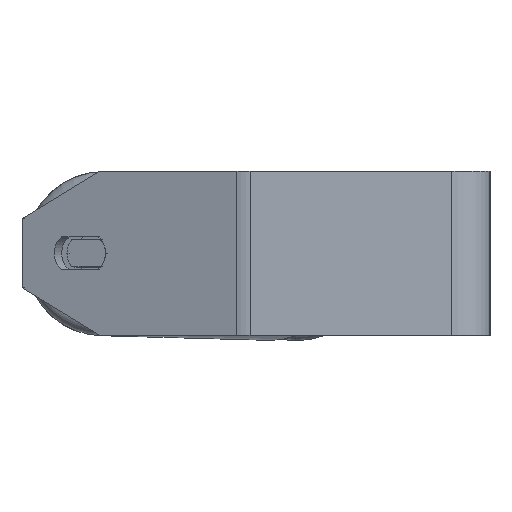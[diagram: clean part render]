
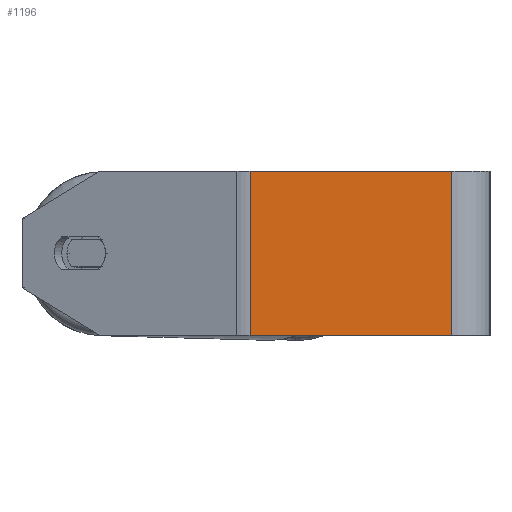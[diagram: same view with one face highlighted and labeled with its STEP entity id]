
A CAD part, left-side view. The second image highlights one B-rep face of the part: STEP entity #1196.
In plain terms, the highlighted planar face has unit normal (-1, 0, 0).
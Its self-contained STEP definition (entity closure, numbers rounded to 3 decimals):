
#1 = VECTOR ( 'NONE', #8356, 1000. ) ;
#230 = VERTEX_POINT ( 'NONE', #386 ) ;
#320 = VECTOR ( 'NONE', #5409, 1000. ) ;
#386 = CARTESIAN_POINT ( 'NONE',  ( -340., 87.748, -30. ) ) ;
#1026 = ORIENTED_EDGE ( 'NONE', *, *, #7076, .F. ) ;
#1196 = ADVANCED_FACE ( 'NONE', ( #4488 ), #5182, .F. ) ;
#1231 = EDGE_CURVE ( 'NONE', #7718, #230, #2657, .T. ) ;
#1520 = CARTESIAN_POINT ( 'NONE',  ( -340., 14., -30. ) ) ;
#1727 = DIRECTION ( 'NONE',  ( 0., 0., -1. ) ) ;
#1889 = DIRECTION ( 'NONE',  ( 0., 0., -1. ) ) ;
#2481 = DIRECTION ( 'NONE',  ( 1., 0., 0. ) ) ;
#2594 = CARTESIAN_POINT ( 'NONE',  ( -340., 14., 30. ) ) ;
#2657 = LINE ( 'NONE', #6419, #3267 ) ;
#2727 = EDGE_CURVE ( 'NONE', #7718, #5634, #8017, .T. ) ;
#2891 = ORIENTED_EDGE ( 'NONE', *, *, #1231, .T. ) ;
#2979 = ORIENTED_EDGE ( 'NONE', *, *, #2727, .F. ) ;
#3267 = VECTOR ( 'NONE', #1889, 1000. ) ;
#3783 = CARTESIAN_POINT ( 'NONE',  ( -340., 14., 30. ) ) ;
#4291 = LINE ( 'NONE', #3783, #4560 ) ;
#4488 = FACE_OUTER_BOUND ( 'NONE', #5256, .T. ) ;
#4491 = AXIS2_PLACEMENT_3D ( 'NONE', #8353, #2481, #5103 ) ;
#4560 = VECTOR ( 'NONE', #1727, 1000. ) ;
#4732 = LINE ( 'NONE', #7328, #320 ) ;
#5103 = DIRECTION ( 'NONE',  ( 0., 0., -1. ) ) ;
#5182 = PLANE ( 'NONE',  #4491 ) ;
#5256 = EDGE_LOOP ( 'NONE', ( #5963, #1026, #2979, #2891 ) ) ;
#5297 = VERTEX_POINT ( 'NONE', #1520 ) ;
#5409 = DIRECTION ( 'NONE',  ( 0., -1., 0. ) ) ;
#5634 = VERTEX_POINT ( 'NONE', #2594 ) ;
#5963 = ORIENTED_EDGE ( 'NONE', *, *, #7429, .T. ) ;
#6419 = CARTESIAN_POINT ( 'NONE',  ( -340., 87.748, 30. ) ) ;
#6732 = CARTESIAN_POINT ( 'NONE',  ( -340., 90.217, 30. ) ) ;
#7076 = EDGE_CURVE ( 'NONE', #5634, #5297, #4291, .T. ) ;
#7328 = CARTESIAN_POINT ( 'NONE',  ( -340., 90.217, -30. ) ) ;
#7429 = EDGE_CURVE ( 'NONE', #230, #5297, #4732, .T. ) ;
#7718 = VERTEX_POINT ( 'NONE', #8187 ) ;
#8017 = LINE ( 'NONE', #6732, #1 ) ;
#8187 = CARTESIAN_POINT ( 'NONE',  ( -340., 87.748, 30. ) ) ;
#8353 = CARTESIAN_POINT ( 'NONE',  ( -340., 90.217, 30. ) ) ;
#8356 = DIRECTION ( 'NONE',  ( 0., -1., 0. ) ) ;
